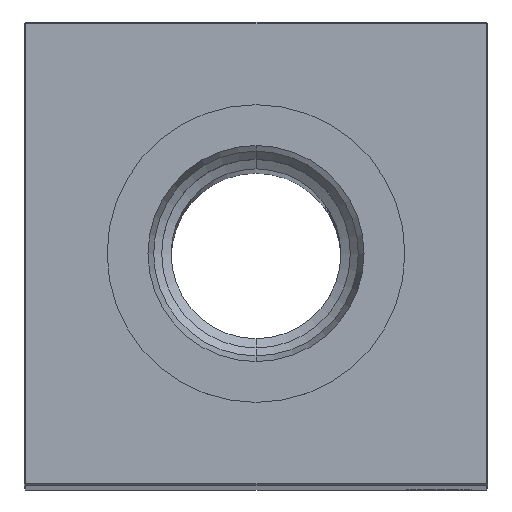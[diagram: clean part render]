
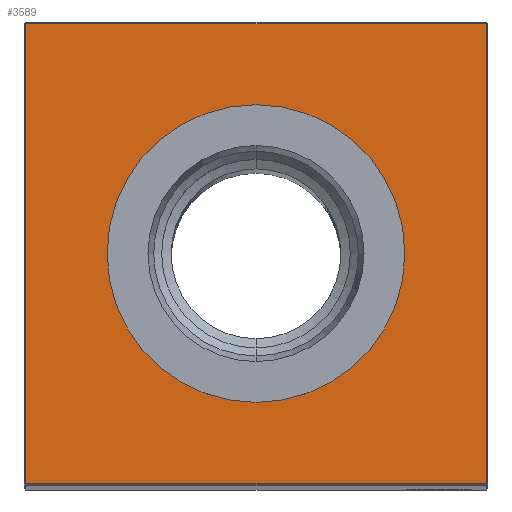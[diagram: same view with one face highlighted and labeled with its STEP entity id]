
A CAD part, top view. The second image highlights one B-rep face of the part: STEP entity #3589.
In plain terms, the highlighted planar face has unit normal (0, 0, 1).
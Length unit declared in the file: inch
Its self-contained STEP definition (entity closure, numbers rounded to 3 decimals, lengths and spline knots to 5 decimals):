
#231 = VERTEX_POINT ( 'NONE', #20387 ) ;
#292 = CARTESIAN_POINT ( 'NONE',  ( 0., 1.49, 18.25 ) ) ;
#1299 = CARTESIAN_POINT ( 'NONE',  ( -1.49, -1.49, 18.25 ) ) ;
#1782 = DIRECTION ( 'NONE',  ( -1., 0., 0. ) ) ;
#1967 = EDGE_CURVE ( 'NONE', #8381, #231, #8973, .T. ) ;
#2372 = VECTOR ( 'NONE', #6608, 39.37008 ) ;
#3442 = VECTOR ( 'NONE', #19179, 39.37008 ) ;
#3589 = ADVANCED_FACE ( 'NONE', ( #16329, #6438 ), #18782, .F. ) ;
#4478 = AXIS2_PLACEMENT_3D ( 'NONE', #6173, #18374, #1782 ) ;
#4511 = CARTESIAN_POINT ( 'NONE',  ( 0., -1.49, 18.25 ) ) ;
#4594 = ORIENTED_EDGE ( 'NONE', *, *, #26237, .T. ) ;
#4655 = CARTESIAN_POINT ( 'NONE',  ( 1.49, 1.49, 18.25 ) ) ;
#4780 = ORIENTED_EDGE ( 'NONE', *, *, #15183, .T. ) ;
#6173 = CARTESIAN_POINT ( 'NONE',  ( 0., 0., 18.25 ) ) ;
#6438 = FACE_BOUND ( 'NONE', #9896, .T. ) ;
#6608 = DIRECTION ( 'NONE',  ( -1., 0., 0. ) ) ;
#8310 = DIRECTION ( 'NONE',  ( 0., 0., -1. ) ) ;
#8381 = VERTEX_POINT ( 'NONE', #20740 ) ;
#8498 = DIRECTION ( 'NONE',  ( 0., -1., 0. ) ) ;
#8973 = CIRCLE ( 'NONE', #24284, 0.96457 ) ;
#9149 = VECTOR ( 'NONE', #8498, 39.37008 ) ;
#9298 = CARTESIAN_POINT ( 'NONE',  ( -1.49, 1.49, 18.25 ) ) ;
#9639 = VECTOR ( 'NONE', #25462, 39.37008 ) ;
#9896 = EDGE_LOOP ( 'NONE', ( #25541, #19181 ) ) ;
#10735 = LINE ( 'NONE', #292, #2372 ) ;
#10830 = LINE ( 'NONE', #21110, #9149 ) ;
#10969 = LINE ( 'NONE', #4511, #3442 ) ;
#12172 = VERTEX_POINT ( 'NONE', #4655 ) ;
#12964 = VERTEX_POINT ( 'NONE', #23074 ) ;
#13040 = CARTESIAN_POINT ( 'NONE',  ( 0., 0., 18.25 ) ) ;
#13062 = EDGE_LOOP ( 'NONE', ( #23552, #4594, #25763, #4780 ) ) ;
#14388 = VERTEX_POINT ( 'NONE', #9298 ) ;
#15183 = EDGE_CURVE ( 'NONE', #12172, #14388, #10735, .T. ) ;
#16329 = FACE_OUTER_BOUND ( 'NONE', #13062, .T. ) ;
#17094 = CARTESIAN_POINT ( 'NONE',  ( 1.49, 0., 18.25 ) ) ;
#18374 = DIRECTION ( 'NONE',  ( 0., 0., -1. ) ) ;
#18687 = VERTEX_POINT ( 'NONE', #1299 ) ;
#18782 = PLANE ( 'NONE',  #4478 ) ;
#19012 = LINE ( 'NONE', #17094, #9639 ) ;
#19179 = DIRECTION ( 'NONE',  ( 1., 0., 0. ) ) ;
#19181 = ORIENTED_EDGE ( 'NONE', *, *, #19522, .T. ) ;
#19522 = EDGE_CURVE ( 'NONE', #231, #8381, #20198, .T. ) ;
#20198 = CIRCLE ( 'NONE', #22391, 0.96457 ) ;
#20387 = CARTESIAN_POINT ( 'NONE',  ( 0., -0.96457, 18.25 ) ) ;
#20740 = CARTESIAN_POINT ( 'NONE',  ( 0., 0.96457, 18.25 ) ) ;
#21110 = CARTESIAN_POINT ( 'NONE',  ( -1.49, 0., 18.25 ) ) ;
#21539 = DIRECTION ( 'NONE',  ( -1., 0., 0. ) ) ;
#22391 = AXIS2_PLACEMENT_3D ( 'NONE', #27103, #8310, #23508 ) ;
#23074 = CARTESIAN_POINT ( 'NONE',  ( 1.49, -1.49, 18.25 ) ) ;
#23508 = DIRECTION ( 'NONE',  ( -1., 0., 0. ) ) ;
#23552 = ORIENTED_EDGE ( 'NONE', *, *, #26181, .T. ) ;
#24284 = AXIS2_PLACEMENT_3D ( 'NONE', #13040, #25380, #21539 ) ;
#25380 = DIRECTION ( 'NONE',  ( 0., 0., -1. ) ) ;
#25462 = DIRECTION ( 'NONE',  ( 0., 1., 0. ) ) ;
#25541 = ORIENTED_EDGE ( 'NONE', *, *, #1967, .T. ) ;
#25641 = EDGE_CURVE ( 'NONE', #12964, #12172, #19012, .T. ) ;
#25763 = ORIENTED_EDGE ( 'NONE', *, *, #25641, .T. ) ;
#26181 = EDGE_CURVE ( 'NONE', #14388, #18687, #10830, .T. ) ;
#26237 = EDGE_CURVE ( 'NONE', #18687, #12964, #10969, .T. ) ;
#27103 = CARTESIAN_POINT ( 'NONE',  ( 0., 0., 18.25 ) ) ;
